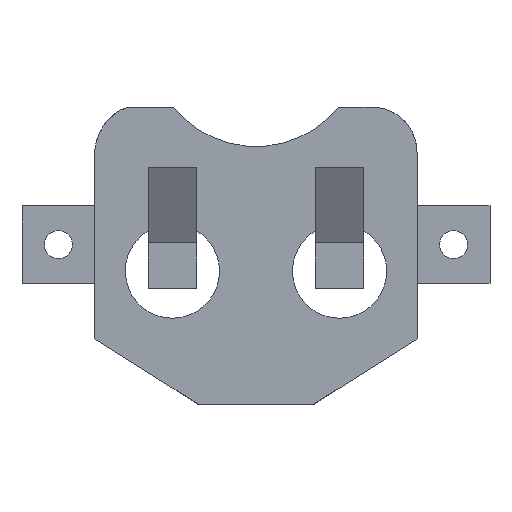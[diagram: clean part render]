
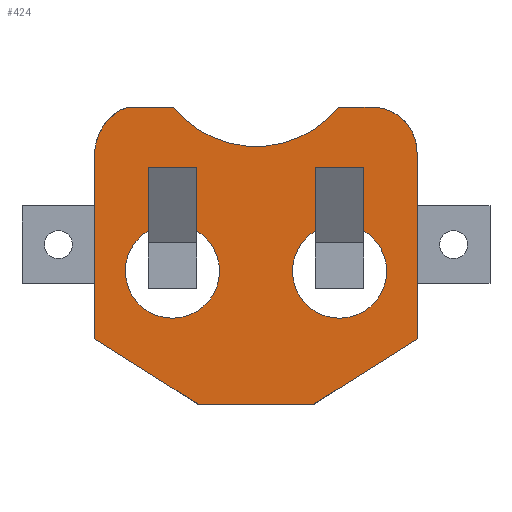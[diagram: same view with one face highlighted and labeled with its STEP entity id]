
A CAD part, top view. The second image highlights one B-rep face of the part: STEP entity #424.
In plain terms, the highlighted planar face has unit normal (0, 0, 1).
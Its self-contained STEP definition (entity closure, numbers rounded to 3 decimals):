
#33 = VERTEX_POINT('',#34);
#34 = CARTESIAN_POINT('',(10.6,6.8,4.));
#40 = EDGE_CURVE('',#33,#41,#43,.T.);
#41 = VERTEX_POINT('',#42);
#42 = CARTESIAN_POINT('',(7.573,9.8,4.));
#43 = CIRCLE('',#44,3.);
#44 = AXIS2_PLACEMENT_3D('',#45,#46,#47);
#45 = CARTESIAN_POINT('',(7.6,6.8,4.));
#46 = DIRECTION('',(0.,0.,1.));
#47 = DIRECTION('',(1.,0.,0.));
#406 = EDGE_CURVE('',#41,#407,#409,.T.);
#407 = VERTEX_POINT('',#408);
#408 = CARTESIAN_POINT('',(5.444,9.8,4.));
#409 = LINE('',#410,#411);
#410 = CARTESIAN_POINT('',(7.573,9.8,4.));
#411 = VECTOR('',#412,1.);
#412 = DIRECTION('',(-1.,0.,0.));
#424 = ADVANCED_FACE('',(#425,#493,#537),#581,.T.);
#425 = FACE_BOUND('',#426,.T.);
#426 = EDGE_LOOP('',(#427,#435,#436,#437,#446,#454,#463,#471,#479,#487)
  );
#427 = ORIENTED_EDGE('',*,*,#428,.F.);
#428 = EDGE_CURVE('',#33,#429,#431,.T.);
#429 = VERTEX_POINT('',#430);
#430 = CARTESIAN_POINT('',(10.6,-5.45,4.));
#431 = LINE('',#432,#433);
#432 = CARTESIAN_POINT('',(10.6,0.,4.));
#433 = VECTOR('',#434,1.);
#434 = DIRECTION('',(0.,-1.,0.));
#435 = ORIENTED_EDGE('',*,*,#40,.T.);
#436 = ORIENTED_EDGE('',*,*,#406,.T.);
#437 = ORIENTED_EDGE('',*,*,#438,.F.);
#438 = EDGE_CURVE('',#439,#407,#441,.T.);
#439 = VERTEX_POINT('',#440);
#440 = CARTESIAN_POINT('',(-5.444,9.8,4.));
#441 = CIRCLE('',#442,7.);
#442 = AXIS2_PLACEMENT_3D('',#443,#444,#445);
#443 = CARTESIAN_POINT('',(0.,14.2,4.));
#444 = DIRECTION('',(0.,0.,1.));
#445 = DIRECTION('',(1.,0.,0.));
#446 = ORIENTED_EDGE('',*,*,#447,.T.);
#447 = EDGE_CURVE('',#439,#448,#450,.T.);
#448 = VERTEX_POINT('',#449);
#449 = CARTESIAN_POINT('',(-8.478,9.8,4.));
#450 = LINE('',#451,#452);
#451 = CARTESIAN_POINT('',(-5.444,9.8,4.));
#452 = VECTOR('',#453,1.);
#453 = DIRECTION('',(-1.,0.,0.));
#454 = ORIENTED_EDGE('',*,*,#455,.T.);
#455 = EDGE_CURVE('',#448,#456,#458,.T.);
#456 = VERTEX_POINT('',#457);
#457 = CARTESIAN_POINT('',(-10.6,7.,4.));
#458 = CIRCLE('',#459,3.313);
#459 = AXIS2_PLACEMENT_3D('',#460,#461,#462);
#460 = CARTESIAN_POINT('',(-7.3,6.703,4.));
#461 = DIRECTION('',(0.,0.,1.));
#462 = DIRECTION('',(1.,0.,0.));
#463 = ORIENTED_EDGE('',*,*,#464,.F.);
#464 = EDGE_CURVE('',#465,#456,#467,.T.);
#465 = VERTEX_POINT('',#466);
#466 = CARTESIAN_POINT('',(-10.6,-5.45,4.));
#467 = LINE('',#468,#469);
#468 = CARTESIAN_POINT('',(-10.6,0.,4.));
#469 = VECTOR('',#470,1.);
#470 = DIRECTION('',(0.,1.,0.));
#471 = ORIENTED_EDGE('',*,*,#472,.T.);
#472 = EDGE_CURVE('',#465,#473,#475,.T.);
#473 = VERTEX_POINT('',#474);
#474 = CARTESIAN_POINT('',(-3.75,-9.8,4.));
#475 = LINE('',#476,#477);
#476 = CARTESIAN_POINT('',(-10.6,-5.45,4.));
#477 = VECTOR('',#478,1.);
#478 = DIRECTION('',(0.844,-0.536,0.));
#479 = ORIENTED_EDGE('',*,*,#480,.F.);
#480 = EDGE_CURVE('',#481,#473,#483,.T.);
#481 = VERTEX_POINT('',#482);
#482 = CARTESIAN_POINT('',(3.75,-9.8,4.));
#483 = LINE('',#484,#485);
#484 = CARTESIAN_POINT('',(3.75,-9.8,4.));
#485 = VECTOR('',#486,1.);
#486 = DIRECTION('',(-1.,0.,0.));
#487 = ORIENTED_EDGE('',*,*,#488,.T.);
#488 = EDGE_CURVE('',#481,#429,#489,.T.);
#489 = LINE('',#490,#491);
#490 = CARTESIAN_POINT('',(3.75,-9.8,4.));
#491 = VECTOR('',#492,1.);
#492 = DIRECTION('',(0.844,0.536,0.));
#493 = FACE_BOUND('',#494,.T.);
#494 = EDGE_LOOP('',(#495,#506,#515,#523,#531));
#495 = ORIENTED_EDGE('',*,*,#496,.F.);
#496 = EDGE_CURVE('',#497,#499,#501,.T.);
#497 = VERTEX_POINT('',#498);
#498 = CARTESIAN_POINT('',(-2.4,-1.,4.));
#499 = VERTEX_POINT('',#500);
#500 = CARTESIAN_POINT('',(-3.91,1.661,4.));
#501 = CIRCLE('',#502,3.1);
#502 = AXIS2_PLACEMENT_3D('',#503,#504,#505);
#503 = CARTESIAN_POINT('',(-5.5,-1.,4.));
#504 = DIRECTION('',(0.,0.,1.));
#505 = DIRECTION('',(1.,0.,0.));
#506 = ORIENTED_EDGE('',*,*,#507,.F.);
#507 = EDGE_CURVE('',#508,#497,#510,.T.);
#508 = VERTEX_POINT('',#509);
#509 = CARTESIAN_POINT('',(-7.09,1.661,4.));
#510 = CIRCLE('',#511,3.1);
#511 = AXIS2_PLACEMENT_3D('',#512,#513,#514);
#512 = CARTESIAN_POINT('',(-5.5,-1.,4.));
#513 = DIRECTION('',(0.,0.,1.));
#514 = DIRECTION('',(1.,0.,0.));
#515 = ORIENTED_EDGE('',*,*,#516,.T.);
#516 = EDGE_CURVE('',#508,#517,#519,.T.);
#517 = VERTEX_POINT('',#518);
#518 = CARTESIAN_POINT('',(-7.09,5.85,4.));
#519 = LINE('',#520,#521);
#520 = CARTESIAN_POINT('',(-7.09,-1.511,4.));
#521 = VECTOR('',#522,1.);
#522 = DIRECTION('',(0.,1.,0.));
#523 = ORIENTED_EDGE('',*,*,#524,.F.);
#524 = EDGE_CURVE('',#525,#517,#527,.T.);
#525 = VERTEX_POINT('',#526);
#526 = CARTESIAN_POINT('',(-3.91,5.85,4.));
#527 = LINE('',#528,#529);
#528 = CARTESIAN_POINT('',(-3.552,5.85,4.));
#529 = VECTOR('',#530,1.);
#530 = DIRECTION('',(-1.,0.,0.));
#531 = ORIENTED_EDGE('',*,*,#532,.F.);
#532 = EDGE_CURVE('',#499,#525,#533,.T.);
#533 = LINE('',#534,#535);
#534 = CARTESIAN_POINT('',(-3.91,-1.511,4.));
#535 = VECTOR('',#536,1.);
#536 = DIRECTION('',(0.,1.,0.));
#537 = FACE_BOUND('',#538,.T.);
#538 = EDGE_LOOP('',(#539,#550,#559,#567,#575));
#539 = ORIENTED_EDGE('',*,*,#540,.F.);
#540 = EDGE_CURVE('',#541,#543,#545,.T.);
#541 = VERTEX_POINT('',#542);
#542 = CARTESIAN_POINT('',(8.6,-1.,4.));
#543 = VERTEX_POINT('',#544);
#544 = CARTESIAN_POINT('',(7.09,1.661,4.));
#545 = CIRCLE('',#546,3.1);
#546 = AXIS2_PLACEMENT_3D('',#547,#548,#549);
#547 = CARTESIAN_POINT('',(5.5,-1.,4.));
#548 = DIRECTION('',(0.,0.,1.));
#549 = DIRECTION('',(1.,0.,0.));
#550 = ORIENTED_EDGE('',*,*,#551,.F.);
#551 = EDGE_CURVE('',#552,#541,#554,.T.);
#552 = VERTEX_POINT('',#553);
#553 = CARTESIAN_POINT('',(3.91,1.661,4.));
#554 = CIRCLE('',#555,3.1);
#555 = AXIS2_PLACEMENT_3D('',#556,#557,#558);
#556 = CARTESIAN_POINT('',(5.5,-1.,4.));
#557 = DIRECTION('',(0.,0.,1.));
#558 = DIRECTION('',(1.,0.,0.));
#559 = ORIENTED_EDGE('',*,*,#560,.T.);
#560 = EDGE_CURVE('',#552,#561,#563,.T.);
#561 = VERTEX_POINT('',#562);
#562 = CARTESIAN_POINT('',(3.91,5.85,4.));
#563 = LINE('',#564,#565);
#564 = CARTESIAN_POINT('',(3.91,-1.511,4.));
#565 = VECTOR('',#566,1.);
#566 = DIRECTION('',(0.,1.,0.));
#567 = ORIENTED_EDGE('',*,*,#568,.F.);
#568 = EDGE_CURVE('',#569,#561,#571,.T.);
#569 = VERTEX_POINT('',#570);
#570 = CARTESIAN_POINT('',(7.09,5.85,4.));
#571 = LINE('',#572,#573);
#572 = CARTESIAN_POINT('',(1.948,5.85,4.));
#573 = VECTOR('',#574,1.);
#574 = DIRECTION('',(-1.,0.,0.));
#575 = ORIENTED_EDGE('',*,*,#576,.F.);
#576 = EDGE_CURVE('',#543,#569,#577,.T.);
#577 = LINE('',#578,#579);
#578 = CARTESIAN_POINT('',(7.09,-1.511,4.));
#579 = VECTOR('',#580,1.);
#580 = DIRECTION('',(0.,1.,0.));
#581 = PLANE('',#582);
#582 = AXIS2_PLACEMENT_3D('',#583,#584,#585);
#583 = CARTESIAN_POINT('',(-0.015,0.608,4.));
#584 = DIRECTION('',(0.,0.,1.));
#585 = DIRECTION('',(1.,0.,0.));
